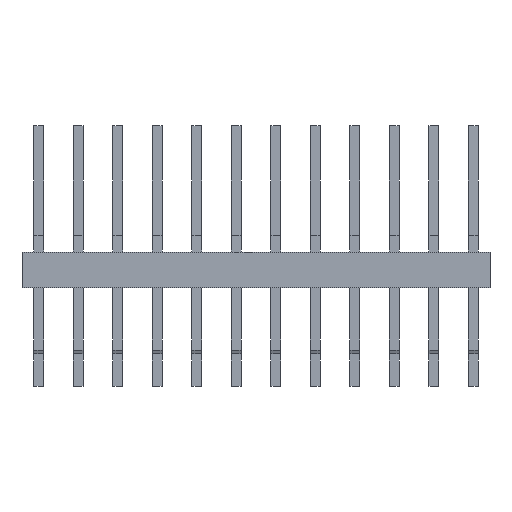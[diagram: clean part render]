
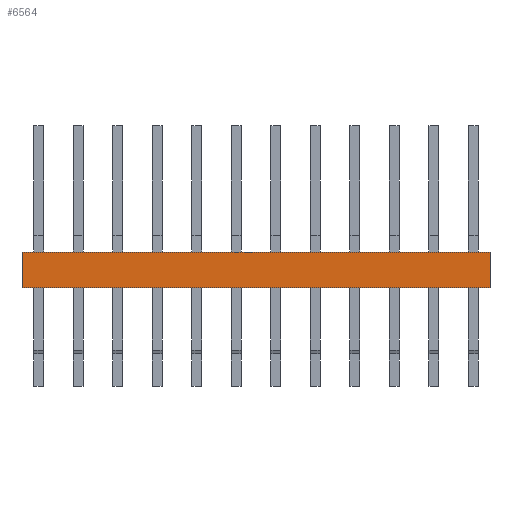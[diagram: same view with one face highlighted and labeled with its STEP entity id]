
A CAD part, front view. The second image highlights one B-rep face of the part: STEP entity #6564.
In plain terms, the highlighted planar face has unit normal (0, -1, 0).
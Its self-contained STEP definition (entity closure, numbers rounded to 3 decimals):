
#84=DIRECTION('',(1.,0.,0.));
#85=VECTOR('',#84,30.074);
#86=CARTESIAN_POINT('',(-15.037,-2.438,0.));
#87=LINE('',#86,#85);
#476=DIRECTION('',(0.,0.,-1.));
#477=VECTOR('',#476,2.286);
#478=CARTESIAN_POINT('',(-15.037,-2.438,0.));
#479=LINE('',#478,#477);
#480=DIRECTION('',(0.,0.,-1.));
#481=VECTOR('',#480,2.286);
#482=CARTESIAN_POINT('',(15.037,-2.438,0.));
#483=LINE('',#482,#481);
#492=DIRECTION('',(1.,0.,0.));
#493=VECTOR('',#492,30.074);
#494=CARTESIAN_POINT('',(-15.037,-2.438,-2.286));
#495=LINE('',#494,#493);
#4729=CARTESIAN_POINT('',(-15.037,-2.438,0.));
#4731=VERTEX_POINT('',#4729);
#4732=CARTESIAN_POINT('',(15.037,-2.438,0.));
#4733=VERTEX_POINT('',#4732);
#4737=CARTESIAN_POINT('',(-15.037,-2.438,-2.286));
#4739=VERTEX_POINT('',#4737);
#4740=CARTESIAN_POINT('',(15.037,-2.438,-2.286));
#4741=VERTEX_POINT('',#4740);
#6551=CARTESIAN_POINT('',(-15.037,-2.438,0.));
#6552=DIRECTION('',(0.,-1.,0.));
#6553=DIRECTION('',(1.,0.,0.));
#6554=AXIS2_PLACEMENT_3D('',#6551,#6552,#6553);
#6555=PLANE('',#6554);
#6556=ORIENTED_EDGE('',*,*,#6291,.T.);
#6558=ORIENTED_EDGE('',*,*,#6557,.T.);
#6560=ORIENTED_EDGE('',*,*,#6559,.F.);
#6561=ORIENTED_EDGE('',*,*,#6542,.F.);
#6562=EDGE_LOOP('',(#6556,#6558,#6560,#6561));
#6563=FACE_OUTER_BOUND('',#6562,.F.);
#6564=ADVANCED_FACE('',(#6563),#6555,.T.);
#6291=EDGE_CURVE('',#4731,#4733,#87,.T.);
#6542=EDGE_CURVE('',#4731,#4739,#479,.T.);
#6557=EDGE_CURVE('',#4733,#4741,#483,.T.);
#6559=EDGE_CURVE('',#4739,#4741,#495,.T.);
